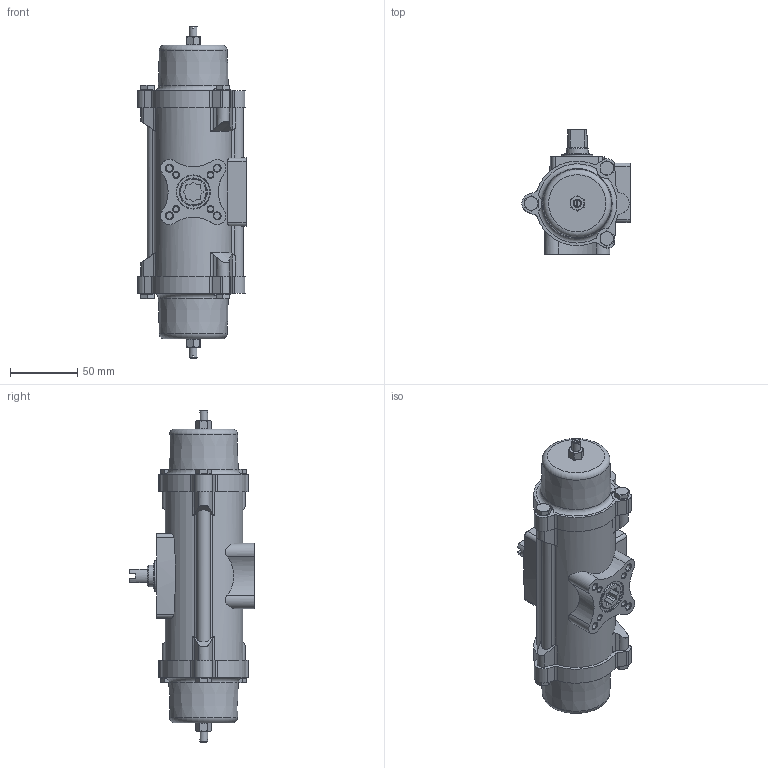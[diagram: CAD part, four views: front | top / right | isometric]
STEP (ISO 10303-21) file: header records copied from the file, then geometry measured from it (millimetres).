
FILE_DESCRIPTION(/* description */ ('STEP AP214'),/* implementation_level */ '2;1');
FILE_NAME(/* name */ '552882_DAPS-0030-090-RS4-F0305-CR',/* time_stamp */ '2024-08-13T15:44:06+02:00',/* author */ ('License CC BY-ND 4.0'),/* organization */ ('CADENAS'),/* preprocessor_version */ 'ST-DEVELOPER v19.3',/* originating_system */ 'PARTsolutions',/* authorisation */ ' ');
FILE_SCHEMA (('AUTOMOTIVE_DESIGN {1 0 10303 214 3 1 1}'));
Length unit declared in the file: millimetre
Products named in the file (3): 552882 DAPS-0030-090-RS4-F0305-CR---0; 552882 DAPS-0030-090-RS4-F0305-CR---(1); 552882 DAPS-0030-090-RS4-F0305-CR---(2)
Assembly tree (2 placements, depth 2):
  552882 DAPS-0030-090-RS4-F0305-CR---0
    552882 DAPS-0030-090-RS4-F0305-CR---(1)
    552882 DAPS-0030-090-RS4-F0305-CR---(2)
Bounding box: 80.27 x 92.4 x 246.2 mm (x, y, z)
Volume: 651670 mm3; surface area: 73585.7 mm2
Topology: 2 solids, 2 shells, 455 faces, 1095 edges, 685 vertices
Faces by surface type: plane 206, cylinder 145, cone 94, torus 10
Full cylindrical faces by diameter (mm): 4.134 x12, 4.917 x5, 6 x2, 8.566 x2, 10 x6, 16 x1, 18.5 x1, 20 x2, 20.5 x1, 23 x2, 24 x1, 25 x1
Entity records: 13214 total; most frequent: CARTESIAN_POINT 2940, DIRECTION 2139, ORIENTED_EDGE 2032, EDGE_CURVE 1016, AXIS2_PLACEMENT_3D 866, VERTEX_POINT 676, FACE_BOUND 568, EDGE_LOOP 567
